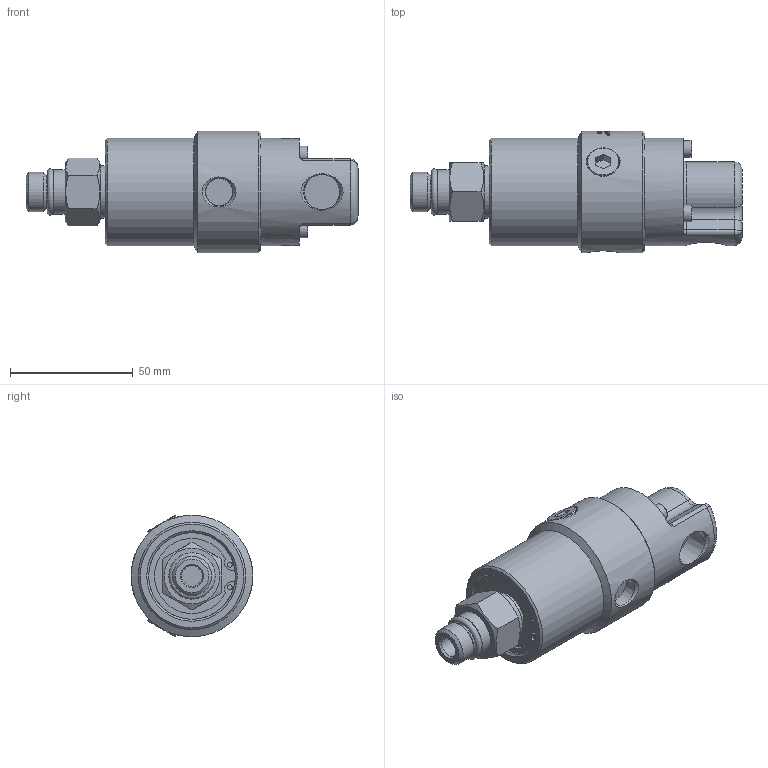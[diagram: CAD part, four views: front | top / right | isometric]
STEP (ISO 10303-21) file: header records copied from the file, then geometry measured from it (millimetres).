
FILE_DESCRIPTION(/* description */ (''),/* implementation_level */ '2;1');
FILE_NAME(/* name */ '902-140-188-IC.stp',/* time_stamp */ '2020-05-20T09:58:27-05:00',/* author */ ('dyurkovich'),/* organization */ (''),/* preprocessor_version */ 'ST-DEVELOPER v18',/* originating_system */ 'Autodesk Inventor 2020',/* authorisation */ '');
FILE_SCHEMA (('AUTOMOTIVE_DESIGN { 1 0 10303 214 3 1 1 }'));
Length unit declared in the file: millimetre
Products named in the file (1): 902-140-188-IC
Bounding box: 135.18 x 49.5 x 49.5 mm (x, y, z)
Volume: 152863.5 mm3; surface area: 22526.1 mm2
Topology: 2 solids, 2 shells, 435 faces, 1143 edges, 764 vertices
Faces by surface type: bspline 176, plane 149, cylinder 71, cone 25, torus 14
Full cylindrical faces by diameter (mm): 1.981 x2, 6.858 x3, 7.2 x3, 8.5 x1, 13.5 x1, 15.968 x1, 17.993 x1, 18.16 x1, 21.4 x1, 35.27 x1, 37.25 x1, 43.6 x1, 43.748 x1, 49.5 x1
Entity records: 54969 total; most frequent: CARTESIAN_POINT 44834, ORIENTED_EDGE 2276, DIRECTION 1666, EDGE_CURVE 1138, VERTEX_POINT 764, AXIS2_PLACEMENT_3D 609, EDGE_LOOP 496, LINE 448
